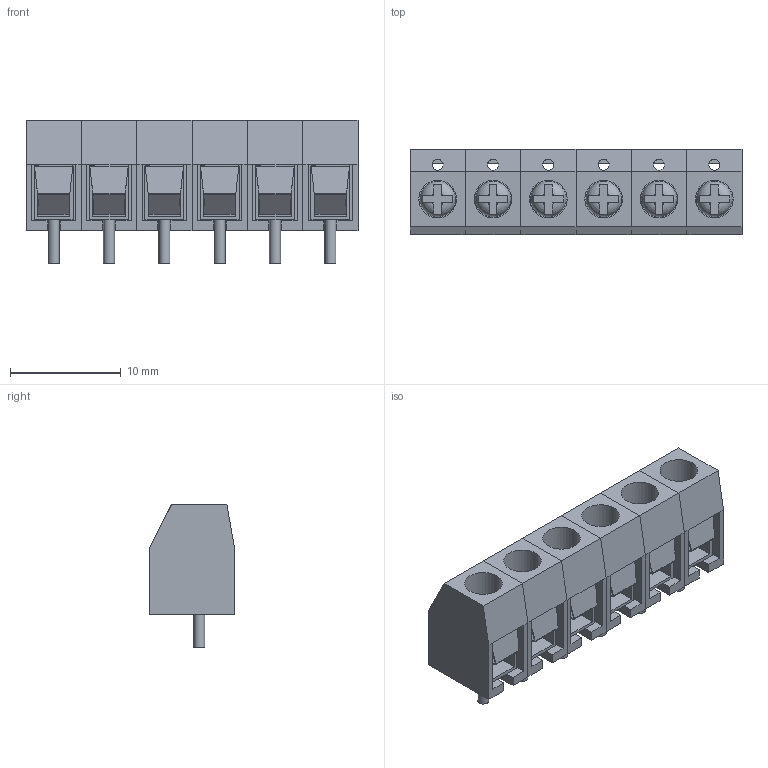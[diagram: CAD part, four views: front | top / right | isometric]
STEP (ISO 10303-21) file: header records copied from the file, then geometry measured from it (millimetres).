
FILE_DESCRIPTION(('FreeCAD Model'),'2;1');
FILE_NAME('KF301_50_6.step','2020-01-05T19:53:22',('kicad StepUp'),( 'ksu MCAD'),'Open CASCADE STEP processor 7.3','FreeCAD','Unknown');
FILE_SCHEMA(('AUTOMOTIVE_DESIGN_CC2 { 1 2 10303 214 -1 1 5 4 }'));
Length unit declared in the file: millimetre
Products named in the file (1): KF301_50_6
Bounding box: 30 x 7.7 x 13 mm (x, y, z)
Volume: 1345.6 mm3; surface area: 4252.7 mm2
Topology: 12 solids, 12 shells, 414 faces, 1122 edges, 726 vertices
Faces by surface type: plane 360, cylinder 48, revolution 6
Full cylindrical faces by diameter (mm): 1 x12, 3.2 x6, 3.4 x6
Entity records: 16915 total; most frequent: CARTESIAN_POINT 3559, ORIENTED_EDGE 2244, DIRECTION 2018, EDGE_CURVE 1122, LINE 906, VECTOR 906, VERTEX_POINT 726, AXIS2_PLACEMENT_3D 553
